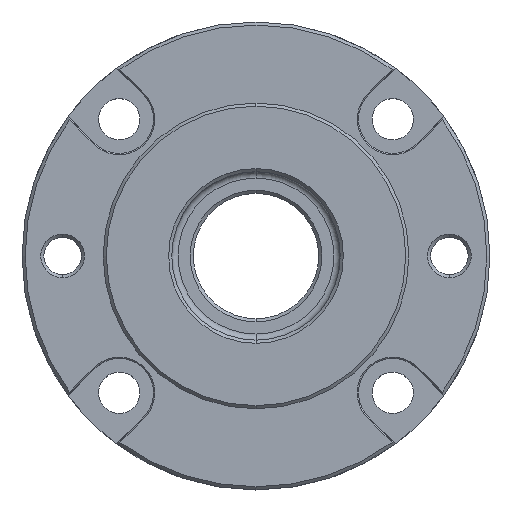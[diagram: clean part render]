
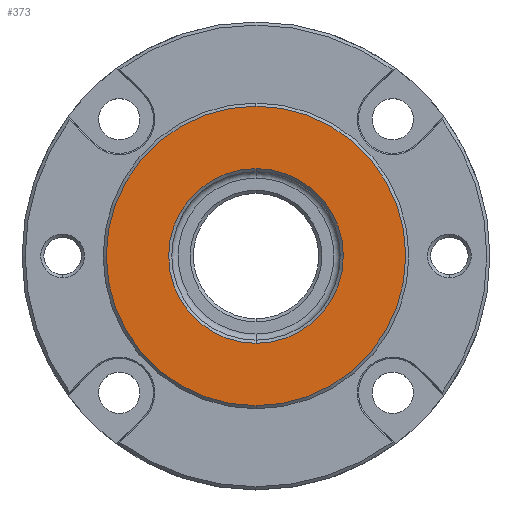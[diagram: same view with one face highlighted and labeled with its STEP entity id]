
A CAD part, top view. The second image highlights one B-rep face of the part: STEP entity #373.
In plain terms, the highlighted planar face has unit normal (0, 0, 1).
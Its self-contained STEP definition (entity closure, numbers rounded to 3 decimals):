
#47 = DIRECTION ( 'NONE',  ( 0., 0., -1. ) ) ;
#181 = ORIENTED_EDGE ( 'NONE', *, *, #1497, .F. ) ;
#330 = VERTEX_POINT ( 'NONE', #2240 ) ;
#373 = ADVANCED_FACE ( 'NONE', ( #1072, #1594 ), #2283, .T. ) ;
#386 = EDGE_CURVE ( 'NONE', #1109, #330, #2328, .T. ) ;
#468 = DIRECTION ( 'NONE',  ( 0., 1., 0. ) ) ;
#481 = DIRECTION ( 'NONE',  ( 0., 0., -1. ) ) ;
#594 = CARTESIAN_POINT ( 'NONE',  ( -13.5, 0., 10. ) ) ;
#599 = AXIS2_PLACEMENT_3D ( 'NONE', #2820, #1793, #2522 ) ;
#607 = AXIS2_PLACEMENT_3D ( 'NONE', #594, #1298, #2524 ) ;
#701 = EDGE_CURVE ( 'NONE', #330, #1109, #1752, .T. ) ;
#827 = VERTEX_POINT ( 'NONE', #2450 ) ;
#888 = DIRECTION ( 'NONE',  ( 0., -1., 0. ) ) ;
#916 = AXIS2_PLACEMENT_3D ( 'NONE', #1794, #47, #2039 ) ;
#1072 = FACE_BOUND ( 'NONE', #1429, .T. ) ;
#1109 = VERTEX_POINT ( 'NONE', #2996 ) ;
#1227 = CIRCLE ( 'NONE', #599, 24. ) ;
#1298 = DIRECTION ( 'NONE',  ( 0., 0., 1. ) ) ;
#1308 = EDGE_CURVE ( 'NONE', #827, #2661, #1227, .T. ) ;
#1429 = EDGE_LOOP ( 'NONE', ( #3152, #1987 ) ) ;
#1497 = EDGE_CURVE ( 'NONE', #2661, #827, #1654, .T. ) ;
#1594 = FACE_OUTER_BOUND ( 'NONE', #2676, .T. ) ;
#1654 = CIRCLE ( 'NONE', #2015, 24. ) ;
#1727 = ORIENTED_EDGE ( 'NONE', *, *, #1308, .F. ) ;
#1752 = CIRCLE ( 'NONE', #2800, 14. ) ;
#1793 = DIRECTION ( 'NONE',  ( 0., 0., -1. ) ) ;
#1794 = CARTESIAN_POINT ( 'NONE',  ( 0., 0., 10. ) ) ;
#1895 = CARTESIAN_POINT ( 'NONE',  ( 0., 0., 10. ) ) ;
#1987 = ORIENTED_EDGE ( 'NONE', *, *, #386, .T. ) ;
#2015 = AXIS2_PLACEMENT_3D ( 'NONE', #1895, #3124, #888 ) ;
#2039 = DIRECTION ( 'NONE',  ( 0., 1., 0. ) ) ;
#2240 = CARTESIAN_POINT ( 'NONE',  ( 0., 14., 10. ) ) ;
#2283 = PLANE ( 'NONE',  #607 ) ;
#2328 = CIRCLE ( 'NONE', #916, 14. ) ;
#2450 = CARTESIAN_POINT ( 'NONE',  ( 0., 24., 10. ) ) ;
#2473 = CARTESIAN_POINT ( 'NONE',  ( 0., 0., 10. ) ) ;
#2522 = DIRECTION ( 'NONE',  ( 0., -1., 0. ) ) ;
#2524 = DIRECTION ( 'NONE',  ( 0., 1., 0. ) ) ;
#2661 = VERTEX_POINT ( 'NONE', #2702 ) ;
#2676 = EDGE_LOOP ( 'NONE', ( #181, #1727 ) ) ;
#2702 = CARTESIAN_POINT ( 'NONE',  ( 0., -24., 10. ) ) ;
#2800 = AXIS2_PLACEMENT_3D ( 'NONE', #2473, #481, #468 ) ;
#2820 = CARTESIAN_POINT ( 'NONE',  ( 0., 0., 10. ) ) ;
#2996 = CARTESIAN_POINT ( 'NONE',  ( 0., -14., 10. ) ) ;
#3124 = DIRECTION ( 'NONE',  ( 0., 0., -1. ) ) ;
#3152 = ORIENTED_EDGE ( 'NONE', *, *, #701, .T. ) ;
